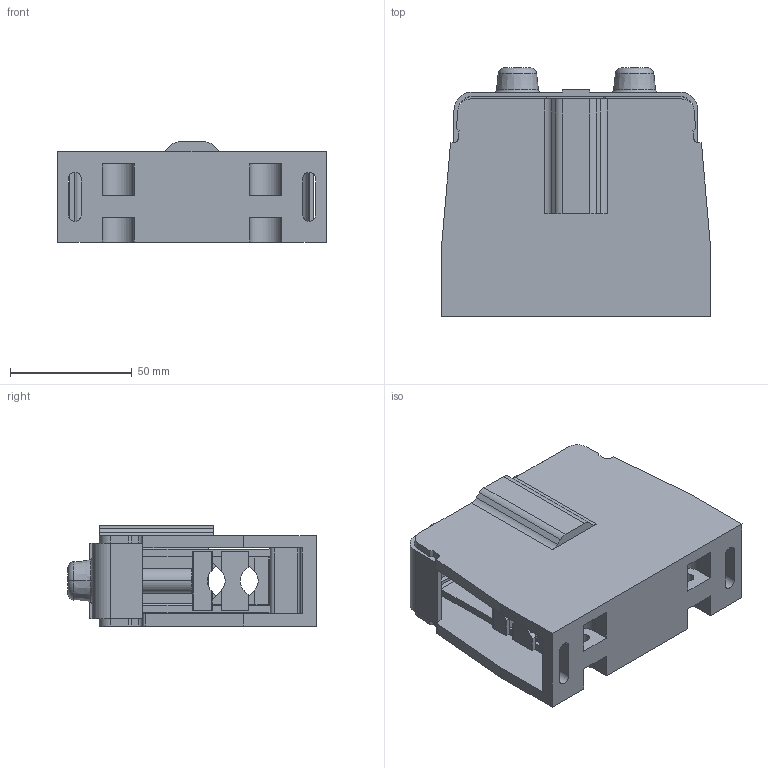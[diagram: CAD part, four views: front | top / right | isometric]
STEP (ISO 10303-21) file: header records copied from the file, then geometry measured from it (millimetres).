
FILE_DESCRIPTION((''),'2;1');
FILE_NAME('95D_ASM','2024-03-09T',('dell'),(''),'PRO/ENGINEER BY PARAMETRIC TECHNOLOGY CORPORATION, 2013230','PRO/ENGINEER BY PARAMETRIC TECHNOLOGY CORPORATION, 2013230','');
FILE_SCHEMA(('AUTOMOTIVE_DESIGN { 1 0 10303 214 1 1 1 1 }'));
Length unit declared in the file: millimetre
Products named in the file (1): 95D_ASM
Bounding box: 110 x 101.8 x 41 mm (x, y, z)
Volume: 213546.4 mm3; surface area: 94645.4 mm2
Topology: 1 solids, 1 shells, 892 faces, 2680 edges, 1750 vertices
Faces by surface type: plane 509, cylinder 355, torus 16, cone 12
Entity records: 31163 total; most frequent: CARTESIAN_POINT 7644, ORIENTED_EDGE 5360, DIRECTION 4246, EDGE_CURVE 2680, VECTOR 1824, LINE 1824, VERTEX_POINT 1750, AXIS2_PLACEMENT_3D 1211
